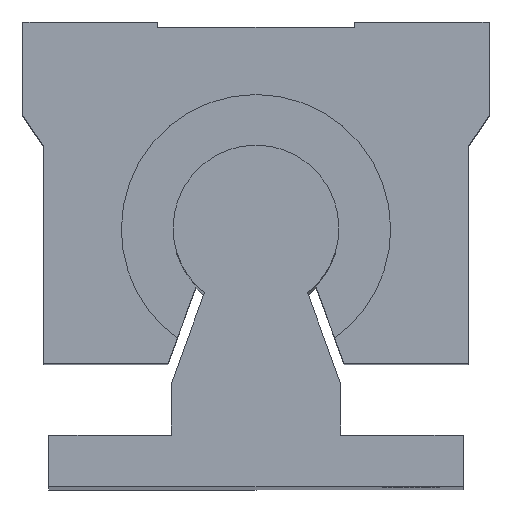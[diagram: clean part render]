
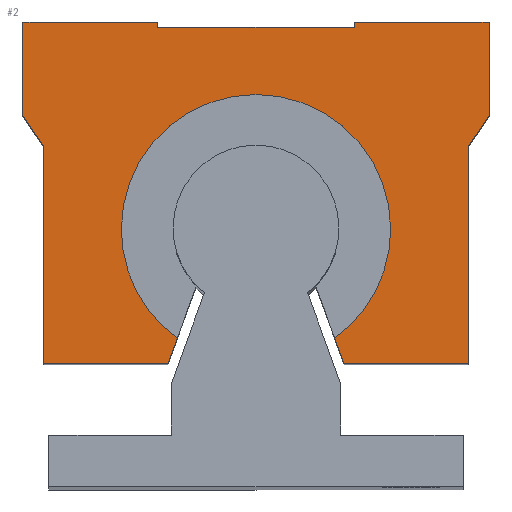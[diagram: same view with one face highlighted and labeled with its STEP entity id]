
A CAD part, top view. The second image highlights one B-rep face of the part: STEP entity #2.
In plain terms, the highlighted planar face has unit normal (0, 0, 1).
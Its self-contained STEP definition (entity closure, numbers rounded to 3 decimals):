
#2 = ADVANCED_FACE ( 'NONE', ( #4757 ), #9642, .F. ) ;
#132 = EDGE_CURVE ( 'NONE', #12885, #12053, #10108, .T. ) ;
#509 = ORIENTED_EDGE ( 'NONE', *, *, #4889, .T. ) ;
#663 = VERTEX_POINT ( 'NONE', #14341 ) ;
#707 = LINE ( 'NONE', #4309, #10615 ) ;
#722 = VERTEX_POINT ( 'NONE', #10892 ) ;
#743 = VECTOR ( 'NONE', #8922, 1000. ) ;
#860 = CARTESIAN_POINT ( 'NONE',  ( 8.5, -32.5, 22.5 ) ) ;
#902 = EDGE_CURVE ( 'NONE', #722, #3518, #707, .T. ) ;
#1019 = ORIENTED_EDGE ( 'NONE', *, *, #9524, .T. ) ;
#1143 = CARTESIAN_POINT ( 'NONE',  ( 9.5, 0., 22.5 ) ) ;
#1221 = DIRECTION ( 'NONE',  ( 0., -1., 0. ) ) ;
#1257 = VECTOR ( 'NONE', #15779, 1000. ) ;
#1380 = EDGE_CURVE ( 'NONE', #6688, #663, #15720, .T. ) ;
#2082 = EDGE_CURVE ( 'NONE', #2431, #3577, #11842, .T. ) ;
#2127 = ORIENTED_EDGE ( 'NONE', *, *, #3650, .T. ) ;
#2137 = LINE ( 'NONE', #13035, #6401 ) ;
#2161 = DIRECTION ( 'NONE',  ( 1., 0., 0. ) ) ;
#2168 = DIRECTION ( 'NONE',  ( 0., 1., 0. ) ) ;
#2202 = ORIENTED_EDGE ( 'NONE', *, *, #4451, .T. ) ;
#2217 = VECTOR ( 'NONE', #1221, 1000. ) ;
#2315 = LINE ( 'NONE', #3515, #12005 ) ;
#2362 = CARTESIAN_POINT ( 'NONE',  ( 0., -19.5, 22.5 ) ) ;
#2431 = VERTEX_POINT ( 'NONE', #15058 ) ;
#2730 = CARTESIAN_POINT ( 'NONE',  ( -7.606, -30.043, 22.5 ) ) ;
#2833 = ORIENTED_EDGE ( 'NONE', *, *, #14507, .T. ) ;
#2950 = ORIENTED_EDGE ( 'NONE', *, *, #12139, .T. ) ;
#3111 = CARTESIAN_POINT ( 'NONE',  ( 8.5, -32.5, 22.5 ) ) ;
#3456 = EDGE_CURVE ( 'NONE', #3577, #13227, #2315, .T. ) ;
#3502 = ORIENTED_EDGE ( 'NONE', *, *, #2082, .T. ) ;
#3515 = CARTESIAN_POINT ( 'NONE',  ( 20.5, -32.5, 22.5 ) ) ;
#3518 = VERTEX_POINT ( 'NONE', #6068 ) ;
#3525 = EDGE_CURVE ( 'NONE', #10495, #12634, #8329, .T. ) ;
#3577 = VERTEX_POINT ( 'NONE', #3111 ) ;
#3650 = EDGE_CURVE ( 'NONE', #13204, #14189, #10127, .T. ) ;
#3760 = CARTESIAN_POINT ( 'NONE',  ( -22.5, -8.5, 22.5 ) ) ;
#3929 = EDGE_CURVE ( 'NONE', #3518, #9677, #8283, .T. ) ;
#3968 = VECTOR ( 'NONE', #4901, 1000. ) ;
#4053 = LINE ( 'NONE', #13831, #13678 ) ;
#4309 = CARTESIAN_POINT ( 'NONE',  ( 9.5, 0.5, 22.5 ) ) ;
#4451 = EDGE_CURVE ( 'NONE', #5559, #12885, #5291, .T. ) ;
#4454 = LINE ( 'NONE', #9093, #14117 ) ;
#4568 = LINE ( 'NONE', #14340, #6367 ) ;
#4575 = EDGE_CURVE ( 'NONE', #12696, #6688, #9427, .T. ) ;
#4699 = CARTESIAN_POINT ( 'NONE',  ( -22.5, -8.5, 22.5 ) ) ;
#4757 = FACE_OUTER_BOUND ( 'NONE', #9288, .T. ) ;
#4889 = EDGE_CURVE ( 'NONE', #12634, #8194, #4454, .T. ) ;
#4901 = DIRECTION ( 'NONE',  ( 0.342, -0.94, 0. ) ) ;
#5058 = ORIENTED_EDGE ( 'NONE', *, *, #132, .T. ) ;
#5079 = CARTESIAN_POINT ( 'NONE',  ( 22.5, -8.5, 22.5 ) ) ;
#5087 = VECTOR ( 'NONE', #6792, 1000. ) ;
#5162 = VERTEX_POINT ( 'NONE', #11806 ) ;
#5169 = CARTESIAN_POINT ( 'NONE',  ( 9.5, 0., 22.5 ) ) ;
#5263 = ORIENTED_EDGE ( 'NONE', *, *, #4575, .T. ) ;
#5291 = CIRCLE ( 'NONE', #6819, 13. ) ;
#5559 = VERTEX_POINT ( 'NONE', #2730 ) ;
#5625 = VECTOR ( 'NONE', #5726, 1000. ) ;
#5726 = DIRECTION ( 'NONE',  ( -1., 0., 0. ) ) ;
#5754 = CARTESIAN_POINT ( 'NONE',  ( 0., -19.5, 22.5 ) ) ;
#6013 = AXIS2_PLACEMENT_3D ( 'NONE', #14526, #13339, #13115 ) ;
#6068 = CARTESIAN_POINT ( 'NONE',  ( 9.5, 0.5, 22.5 ) ) ;
#6367 = VECTOR ( 'NONE', #2168, 1000. ) ;
#6401 = VECTOR ( 'NONE', #8143, 1000. ) ;
#6688 = VERTEX_POINT ( 'NONE', #14263 ) ;
#6792 = DIRECTION ( 'NONE',  ( 0., 1., 0. ) ) ;
#6819 = AXIS2_PLACEMENT_3D ( 'NONE', #5754, #12965, #14082 ) ;
#7205 = VECTOR ( 'NONE', #11997, 1000. ) ;
#7724 = CARTESIAN_POINT ( 'NONE',  ( 13., -19.5, 22.5 ) ) ;
#7963 = CARTESIAN_POINT ( 'NONE',  ( 20.5, -32.5, 22.5 ) ) ;
#8143 = DIRECTION ( 'NONE',  ( 0., -1., 0. ) ) ;
#8185 = CARTESIAN_POINT ( 'NONE',  ( -20.5, -11.5, 22.5 ) ) ;
#8194 = VERTEX_POINT ( 'NONE', #9319 ) ;
#8283 = LINE ( 'NONE', #1143, #2217 ) ;
#8329 = LINE ( 'NONE', #13219, #1257 ) ;
#8637 = CARTESIAN_POINT ( 'NONE',  ( 22.5, -8.5, 22.5 ) ) ;
#8829 = AXIS2_PLACEMENT_3D ( 'NONE', #2362, #14930, #14845 ) ;
#8922 = DIRECTION ( 'NONE',  ( 0.555, 0.832, 0. ) ) ;
#9093 = CARTESIAN_POINT ( 'NONE',  ( -9.5, 0.5, 22.5 ) ) ;
#9197 = DIRECTION ( 'NONE',  ( -1., 0., 0. ) ) ;
#9288 = EDGE_LOOP ( 'NONE', ( #9446, #2202, #5058, #14509, #3502, #13264, #11637, #2127, #2833, #14564, #11395, #2950, #11110, #509, #1019, #5263, #14527, #15590 ) ) ;
#9319 = CARTESIAN_POINT ( 'NONE',  ( -22.5, 0.5, 22.5 ) ) ;
#9427 = LINE ( 'NONE', #4699, #7205 ) ;
#9446 = ORIENTED_EDGE ( 'NONE', *, *, #15191, .T. ) ;
#9524 = EDGE_CURVE ( 'NONE', #8194, #12696, #2137, .T. ) ;
#9642 = PLANE ( 'NONE',  #6013 ) ;
#9677 = VERTEX_POINT ( 'NONE', #5169 ) ;
#9688 = VECTOR ( 'NONE', #13806, 1000. ) ;
#10108 = CIRCLE ( 'NONE', #8829, 13. ) ;
#10127 = LINE ( 'NONE', #5079, #743 ) ;
#10283 = CARTESIAN_POINT ( 'NONE',  ( 9.5, 0., 22.5 ) ) ;
#10495 = VERTEX_POINT ( 'NONE', #10854 ) ;
#10610 = DIRECTION ( 'NONE',  ( -1., 0., 0. ) ) ;
#10615 = VECTOR ( 'NONE', #9197, 1000. ) ;
#10854 = CARTESIAN_POINT ( 'NONE',  ( -9.5, 0., 22.5 ) ) ;
#10892 = CARTESIAN_POINT ( 'NONE',  ( 22.5, 0.5, 22.5 ) ) ;
#11110 = ORIENTED_EDGE ( 'NONE', *, *, #3525, .T. ) ;
#11395 = ORIENTED_EDGE ( 'NONE', *, *, #3929, .T. ) ;
#11479 = CARTESIAN_POINT ( 'NONE',  ( -8.5, -32.5, 22.5 ) ) ;
#11637 = ORIENTED_EDGE ( 'NONE', *, *, #15080, .T. ) ;
#11806 = CARTESIAN_POINT ( 'NONE',  ( -8.5, -32.5, 22.5 ) ) ;
#11842 = LINE ( 'NONE', #860, #3968 ) ;
#11975 = DIRECTION ( 'NONE',  ( 0., 0., -1. ) ) ;
#11997 = DIRECTION ( 'NONE',  ( 0.555, -0.832, 0. ) ) ;
#12005 = VECTOR ( 'NONE', #2161, 1000. ) ;
#12053 = VERTEX_POINT ( 'NONE', #7724 ) ;
#12139 = EDGE_CURVE ( 'NONE', #9677, #10495, #12770, .T. ) ;
#12283 = AXIS2_PLACEMENT_3D ( 'NONE', #15588, #11975, #10610 ) ;
#12634 = VERTEX_POINT ( 'NONE', #12834 ) ;
#12638 = DIRECTION ( 'NONE',  ( 1., 0., 0. ) ) ;
#12696 = VERTEX_POINT ( 'NONE', #3760 ) ;
#12770 = LINE ( 'NONE', #10283, #5625 ) ;
#12808 = LINE ( 'NONE', #15536, #5087 ) ;
#12834 = CARTESIAN_POINT ( 'NONE',  ( -9.5, 0.5, 22.5 ) ) ;
#12885 = VERTEX_POINT ( 'NONE', #14005 ) ;
#12947 = DIRECTION ( 'NONE',  ( -1., 0., 0. ) ) ;
#12965 = DIRECTION ( 'NONE',  ( 0., 0., -1. ) ) ;
#13035 = CARTESIAN_POINT ( 'NONE',  ( -22.5, 0.5, 22.5 ) ) ;
#13082 = DIRECTION ( 'NONE',  ( 0., -1., 0. ) ) ;
#13115 = DIRECTION ( 'NONE',  ( -1., 0., 0. ) ) ;
#13204 = VERTEX_POINT ( 'NONE', #14281 ) ;
#13219 = CARTESIAN_POINT ( 'NONE',  ( -9.5, 0., 22.5 ) ) ;
#13227 = VERTEX_POINT ( 'NONE', #7963 ) ;
#13264 = ORIENTED_EDGE ( 'NONE', *, *, #3456, .T. ) ;
#13339 = DIRECTION ( 'NONE',  ( 0., 0., -1. ) ) ;
#13626 = EDGE_CURVE ( 'NONE', #12053, #2431, #14830, .T. ) ;
#13678 = VECTOR ( 'NONE', #12638, 1000. ) ;
#13806 = DIRECTION ( 'NONE',  ( 0.342, 0.94, 0. ) ) ;
#13831 = CARTESIAN_POINT ( 'NONE',  ( -20.5, -32.5, 22.5 ) ) ;
#14005 = CARTESIAN_POINT ( 'NONE',  ( -13., -19.5, 22.5 ) ) ;
#14082 = DIRECTION ( 'NONE',  ( -1., 0., 0. ) ) ;
#14117 = VECTOR ( 'NONE', #12947, 1000. ) ;
#14189 = VERTEX_POINT ( 'NONE', #8637 ) ;
#14263 = CARTESIAN_POINT ( 'NONE',  ( -20.5, -11.5, 22.5 ) ) ;
#14281 = CARTESIAN_POINT ( 'NONE',  ( 20.5, -11.5, 22.5 ) ) ;
#14340 = CARTESIAN_POINT ( 'NONE',  ( 20.5, -11.5, 22.5 ) ) ;
#14341 = CARTESIAN_POINT ( 'NONE',  ( -20.5, -32.5, 22.5 ) ) ;
#14507 = EDGE_CURVE ( 'NONE', #14189, #722, #12808, .T. ) ;
#14509 = ORIENTED_EDGE ( 'NONE', *, *, #13626, .T. ) ;
#14526 = CARTESIAN_POINT ( 'NONE',  ( 0., -19.5, 22.5 ) ) ;
#14527 = ORIENTED_EDGE ( 'NONE', *, *, #1380, .T. ) ;
#14564 = ORIENTED_EDGE ( 'NONE', *, *, #902, .T. ) ;
#14830 = CIRCLE ( 'NONE', #12283, 13. ) ;
#14845 = DIRECTION ( 'NONE',  ( -1., 0., 0. ) ) ;
#14930 = DIRECTION ( 'NONE',  ( 0., 0., -1. ) ) ;
#15058 = CARTESIAN_POINT ( 'NONE',  ( 7.606, -30.043, 22.5 ) ) ;
#15080 = EDGE_CURVE ( 'NONE', #13227, #13204, #4568, .T. ) ;
#15191 = EDGE_CURVE ( 'NONE', #5162, #5559, #15246, .T. ) ;
#15246 = LINE ( 'NONE', #11479, #9688 ) ;
#15536 = CARTESIAN_POINT ( 'NONE',  ( 22.5, 0.5, 22.5 ) ) ;
#15588 = CARTESIAN_POINT ( 'NONE',  ( 0., -19.5, 22.5 ) ) ;
#15590 = ORIENTED_EDGE ( 'NONE', *, *, #15660, .T. ) ;
#15660 = EDGE_CURVE ( 'NONE', #663, #5162, #4053, .T. ) ;
#15720 = LINE ( 'NONE', #8185, #15737 ) ;
#15737 = VECTOR ( 'NONE', #13082, 1000. ) ;
#15779 = DIRECTION ( 'NONE',  ( 0., 1., 0. ) ) ;
